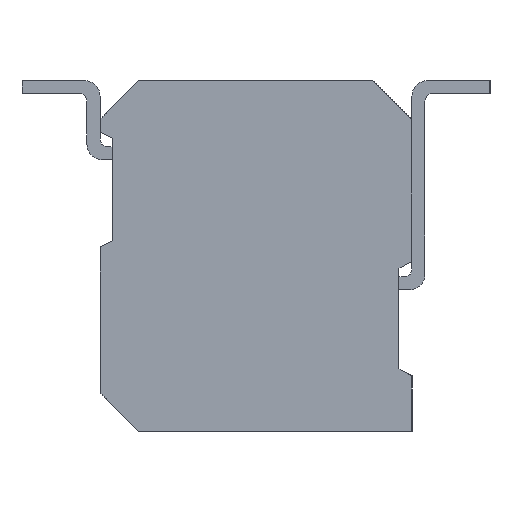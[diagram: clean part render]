
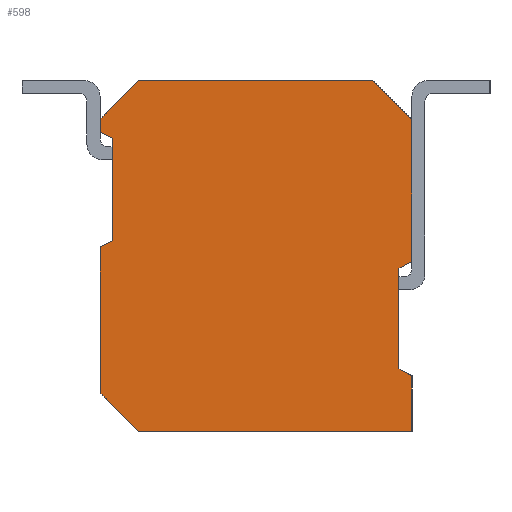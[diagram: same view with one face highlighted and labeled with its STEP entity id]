
A CAD part, left-side view. The second image highlights one B-rep face of the part: STEP entity #598.
In plain terms, the highlighted planar face has unit normal (-1, 0, 0).
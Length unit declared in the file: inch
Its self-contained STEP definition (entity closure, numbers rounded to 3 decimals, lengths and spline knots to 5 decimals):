
#598 = ADVANCED_FACE( '', ( #1418 ), #1419, .F. );
#1418 = FACE_OUTER_BOUND( '', #2489, .T. );
#1419 = PLANE( '', #2490 );
#2489 = EDGE_LOOP( '', ( #4112, #4113, #4114, #4115, #4116, #4117, #4118, #4119, #4120, #4121, #4122, #4123, #4124, #4125, #4126 ) );
#2490 = AXIS2_PLACEMENT_3D( '', #4127, #4128, #4129 );
#4112 = ORIENTED_EDGE( '', *, *, #7014, .F. );
#4113 = ORIENTED_EDGE( '', *, *, #7015, .F. );
#4114 = ORIENTED_EDGE( '', *, *, #7016, .F. );
#4115 = ORIENTED_EDGE( '', *, *, #7017, .F. );
#4116 = ORIENTED_EDGE( '', *, *, #6968, .F. );
#4117 = ORIENTED_EDGE( '', *, *, #7018, .F. );
#4118 = ORIENTED_EDGE( '', *, *, #7019, .F. );
#4119 = ORIENTED_EDGE( '', *, *, #7020, .F. );
#4120 = ORIENTED_EDGE( '', *, *, #7021, .T. );
#4121 = ORIENTED_EDGE( '', *, *, #7022, .T. );
#4122 = ORIENTED_EDGE( '', *, *, #7023, .F. );
#4123 = ORIENTED_EDGE( '', *, *, #7024, .F. );
#4124 = ORIENTED_EDGE( '', *, *, #6574, .F. );
#4125 = ORIENTED_EDGE( '', *, *, #7025, .T. );
#4126 = ORIENTED_EDGE( '', *, *, #7026, .F. );
#4127 = CARTESIAN_POINT( '', ( 0., 0.12, -0.0675 ) );
#4128 = DIRECTION( '', ( 1., 0., 0. ) );
#4129 = DIRECTION( '', ( 0., 0., -1. ) );
#6574 = EDGE_CURVE( '', #7898, #7899, #7900, .T. );
#6968 = EDGE_CURVE( '', #8583, #8584, #8585, .T. );
#7014 = EDGE_CURVE( '', #8651, #8652, #8653, .T. );
#7015 = EDGE_CURVE( '', #8654, #8651, #8655, .T. );
#7016 = EDGE_CURVE( '', #8656, #8654, #8657, .T. );
#7017 = EDGE_CURVE( '', #8584, #8656, #8658, .T. );
#7018 = EDGE_CURVE( '', #8659, #8583, #8660, .T. );
#7019 = EDGE_CURVE( '', #8661, #8659, #8662, .T. );
#7020 = EDGE_CURVE( '', #8663, #8661, #8664, .T. );
#7021 = EDGE_CURVE( '', #8663, #8665, #8666, .T. );
#7022 = EDGE_CURVE( '', #8665, #8667, #8668, .T. );
#7023 = EDGE_CURVE( '', #8669, #8667, #8670, .T. );
#7024 = EDGE_CURVE( '', #7899, #8669, #8671, .T. );
#7025 = EDGE_CURVE( '', #7898, #8672, #8673, .T. );
#7026 = EDGE_CURVE( '', #8652, #8672, #8674, .T. );
#7898 = VERTEX_POINT( '', #9811 );
#7899 = VERTEX_POINT( '', #9812 );
#7900 = LINE( '', #9813, #9814 );
#8583 = VERTEX_POINT( '', #10784 );
#8584 = VERTEX_POINT( '', #10785 );
#8585 = LINE( '', #10786, #10787 );
#8651 = VERTEX_POINT( '', #10883 );
#8652 = VERTEX_POINT( '', #10884 );
#8653 = LINE( '', #10885, #10886 );
#8654 = VERTEX_POINT( '', #10887 );
#8655 = LINE( '', #10888, #10889 );
#8656 = VERTEX_POINT( '', #10890 );
#8657 = LINE( '', #10891, #10892 );
#8658 = LINE( '', #10893, #10894 );
#8659 = VERTEX_POINT( '', #10895 );
#8660 = LINE( '', #10896, #10897 );
#8661 = VERTEX_POINT( '', #10898 );
#8662 = LINE( '', #10899, #10900 );
#8663 = VERTEX_POINT( '', #10901 );
#8664 = LINE( '', #10902, #10903 );
#8665 = VERTEX_POINT( '', #10904 );
#8666 = LINE( '', #10905, #10906 );
#8667 = VERTEX_POINT( '', #10907 );
#8668 = LINE( '', #10908, #10909 );
#8669 = VERTEX_POINT( '', #10910 );
#8670 = LINE( '', #10911, #10912 );
#8671 = LINE( '', #10913, #10914 );
#8672 = VERTEX_POINT( '', #10915 );
#8673 = LINE( '', #10916, #10917 );
#8674 = LINE( '', #10918, #10919 );
#9811 = CARTESIAN_POINT( '', ( 0., 0., -0.0021 ) );
#9812 = CARTESIAN_POINT( '', ( 0., 0.005, -0.0048 ) );
#9813 = CARTESIAN_POINT( '', ( 0., 0., -0.0021 ) );
#9814 = VECTOR( '', #12377, 39.37008 );
#10784 = CARTESIAN_POINT( '', ( 0., 0.115, 0.0058 ) );
#10785 = CARTESIAN_POINT( '', ( 0., 0.115, 0.0452 ) );
#10786 = CARTESIAN_POINT( '', ( 0., 0.115, 0.0058 ) );
#10787 = VECTOR( '', #12797, 39.37008 );
#10883 = CARTESIAN_POINT( '', ( 0., 0.105, 0.0675 ) );
#10884 = CARTESIAN_POINT( '', ( 0., 0.015, 0.0675 ) );
#10885 = CARTESIAN_POINT( '', ( 0., 0.12, 0.0675 ) );
#10886 = VECTOR( '', #12843, 39.37008 );
#10887 = CARTESIAN_POINT( '', ( 0., 0.12, 0.0525 ) );
#10888 = CARTESIAN_POINT( '', ( 0., 0.12, 0.0525 ) );
#10889 = VECTOR( '', #12844, 39.37008 );
#10890 = CARTESIAN_POINT( '', ( 0., 0.12, 0.0475 ) );
#10891 = CARTESIAN_POINT( '', ( 0., 0.12, -0.0675 ) );
#10892 = VECTOR( '', #12845, 39.37008 );
#10893 = CARTESIAN_POINT( '', ( 0., 0.115, 0.0452 ) );
#10894 = VECTOR( '', #12846, 39.37008 );
#10895 = CARTESIAN_POINT( '', ( 0., 0.12, 0.0035 ) );
#10896 = CARTESIAN_POINT( '', ( 0., 0.12, 0.0035 ) );
#10897 = VECTOR( '', #12847, 39.37008 );
#10898 = CARTESIAN_POINT( '', ( 0., 0.12, -0.0525 ) );
#10899 = CARTESIAN_POINT( '', ( 0., 0.12, -0.0675 ) );
#10900 = VECTOR( '', #12848, 39.37008 );
#10901 = CARTESIAN_POINT( '', ( 0., 0.105, -0.0675 ) );
#10902 = CARTESIAN_POINT( '', ( 0., 0.105, -0.0675 ) );
#10903 = VECTOR( '', #12849, 39.37008 );
#10904 = CARTESIAN_POINT( '', ( 0., 0., -0.0675 ) );
#10905 = CARTESIAN_POINT( '', ( 0., 0.12, -0.0675 ) );
#10906 = VECTOR( '', #12850, 39.37008 );
#10907 = CARTESIAN_POINT( '', ( 0., 0., -0.0461 ) );
#10908 = CARTESIAN_POINT( '', ( 0., 0., -0.0675 ) );
#10909 = VECTOR( '', #12851, 39.37008 );
#10910 = CARTESIAN_POINT( '', ( 0., 0.005, -0.0434 ) );
#10911 = CARTESIAN_POINT( '', ( 0., 0.005, -0.0434 ) );
#10912 = VECTOR( '', #12852, 39.37008 );
#10913 = CARTESIAN_POINT( '', ( 0., 0.005, -0.0048 ) );
#10914 = VECTOR( '', #12853, 39.37008 );
#10915 = CARTESIAN_POINT( '', ( 0., 0., 0.0525 ) );
#10916 = CARTESIAN_POINT( '', ( 0., 0., -0.0675 ) );
#10917 = VECTOR( '', #12854, 39.37008 );
#10918 = CARTESIAN_POINT( '', ( 0., 0.015, 0.0675 ) );
#10919 = VECTOR( '', #12855, 39.37008 );
#12377 = DIRECTION( '', ( 0., 0.88, -0.475 ) );
#12797 = DIRECTION( '', ( 0., 0., 1. ) );
#12843 = DIRECTION( '', ( 0., -1., 0. ) );
#12844 = DIRECTION( '', ( 0., -0.707, 0.707 ) );
#12845 = DIRECTION( '', ( 0., 0., 1. ) );
#12846 = DIRECTION( '', ( 0., 0.908, 0.418 ) );
#12847 = DIRECTION( '', ( 0., -0.908, 0.418 ) );
#12848 = DIRECTION( '', ( 0., 0., 1. ) );
#12849 = DIRECTION( '', ( 0., 0.707, 0.707 ) );
#12850 = DIRECTION( '', ( 0., -1., 0. ) );
#12851 = DIRECTION( '', ( 0., 0., 1. ) );
#12852 = DIRECTION( '', ( 0., -0.88, -0.475 ) );
#12853 = DIRECTION( '', ( 0., 0., -1. ) );
#12854 = DIRECTION( '', ( 0., 0., 1. ) );
#12855 = DIRECTION( '', ( 0., -0.707, -0.707 ) );
